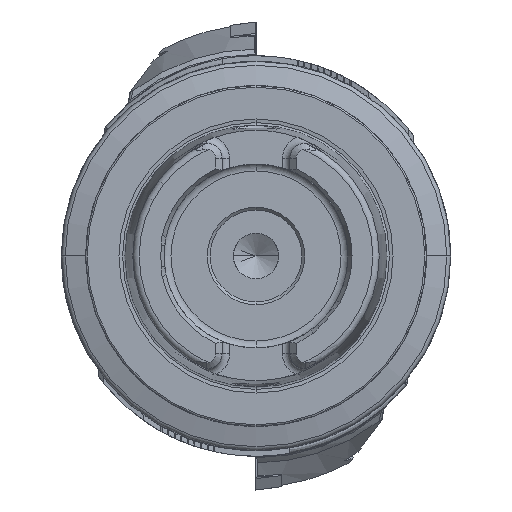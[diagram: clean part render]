
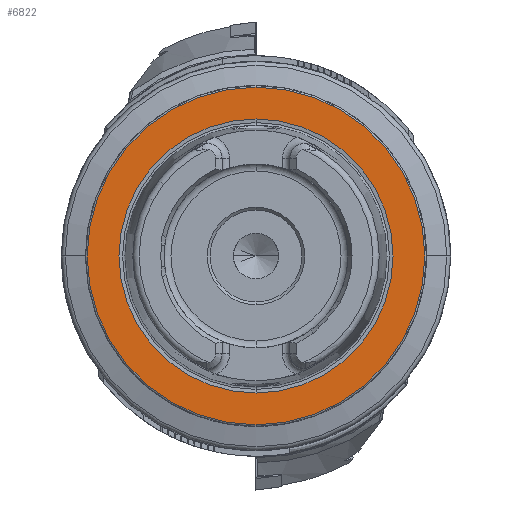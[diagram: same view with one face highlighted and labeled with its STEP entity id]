
A CAD part, left-side view. The second image highlights one B-rep face of the part: STEP entity #6822.
In plain terms, the highlighted planar face has unit normal (-1, 0, 0).
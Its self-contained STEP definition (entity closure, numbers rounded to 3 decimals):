
#133 = FACE_BOUND ( 'NONE', #2578, .T. ) ;
#284 = FACE_OUTER_BOUND ( 'NONE', #10852, .T. ) ;
#529 = DIRECTION ( 'NONE',  ( 0., 0., 1. ) ) ;
#1123 = EDGE_CURVE ( 'NONE', #4283, #13801, #10407, .T. ) ;
#2578 = EDGE_LOOP ( 'NONE', ( #24006, #22590 ) ) ;
#2716 = CIRCLE ( 'NONE', #11886, 31.2 ) ;
#2879 = EDGE_CURVE ( 'NONE', #13801, #4283, #18446, .T. ) ;
#3940 = EDGE_CURVE ( 'NONE', #22961, #28171, #2716, .T. ) ;
#4283 = VERTEX_POINT ( 'NONE', #14913 ) ;
#5134 = DIRECTION ( 'NONE',  ( -1., 0., 0. ) ) ;
#6822 = ADVANCED_FACE ( 'NONE', ( #133, #284 ), #19673, .F. ) ;
#6904 = DIRECTION ( 'NONE',  ( -1., 0., 0. ) ) ;
#8158 = DIRECTION ( 'NONE',  ( -1., 0., 0. ) ) ;
#8446 = CIRCLE ( 'NONE', #12576, 31.2 ) ;
#10407 = CIRCLE ( 'NONE', #13131, 25.324 ) ;
#10852 = EDGE_LOOP ( 'NONE', ( #23588, #14450 ) ) ;
#11886 = AXIS2_PLACEMENT_3D ( 'NONE', #26830, #6904, #18236 ) ;
#12160 = CARTESIAN_POINT ( 'NONE',  ( 0., 0., 0. ) ) ;
#12576 = AXIS2_PLACEMENT_3D ( 'NONE', #26319, #8158, #14736 ) ;
#13131 = AXIS2_PLACEMENT_3D ( 'NONE', #12160, #5134, #529 ) ;
#13352 = AXIS2_PLACEMENT_3D ( 'NONE', #28248, #21819, #22093 ) ;
#13801 = VERTEX_POINT ( 'NONE', #26514 ) ;
#14450 = ORIENTED_EDGE ( 'NONE', *, *, #3940, .T. ) ;
#14736 = DIRECTION ( 'NONE',  ( 0., 0., 1. ) ) ;
#14913 = CARTESIAN_POINT ( 'NONE',  ( 0., 0., 25.324 ) ) ;
#15499 = DIRECTION ( 'NONE',  ( 0., 0., 1. ) ) ;
#17799 = CARTESIAN_POINT ( 'NONE',  ( 0., 0., 0. ) ) ;
#18236 = DIRECTION ( 'NONE',  ( 0., 0., 1. ) ) ;
#18446 = CIRCLE ( 'NONE', #25748, 25.324 ) ;
#19003 = CARTESIAN_POINT ( 'NONE',  ( 0., 0., 31.2 ) ) ;
#19673 = PLANE ( 'NONE',  #13352 ) ;
#20105 = DIRECTION ( 'NONE',  ( -1., 0., 0. ) ) ;
#20877 = EDGE_CURVE ( 'NONE', #28171, #22961, #8446, .T. ) ;
#21819 = DIRECTION ( 'NONE',  ( 1., 0., 0. ) ) ;
#22093 = DIRECTION ( 'NONE',  ( 0., 0., -1. ) ) ;
#22590 = ORIENTED_EDGE ( 'NONE', *, *, #2879, .F. ) ;
#22961 = VERTEX_POINT ( 'NONE', #27959 ) ;
#23588 = ORIENTED_EDGE ( 'NONE', *, *, #20877, .T. ) ;
#24006 = ORIENTED_EDGE ( 'NONE', *, *, #1123, .F. ) ;
#25748 = AXIS2_PLACEMENT_3D ( 'NONE', #17799, #20105, #15499 ) ;
#26319 = CARTESIAN_POINT ( 'NONE',  ( 0., 0., 0. ) ) ;
#26514 = CARTESIAN_POINT ( 'NONE',  ( 0., 0., -25.324 ) ) ;
#26830 = CARTESIAN_POINT ( 'NONE',  ( 0., 0., 0. ) ) ;
#27959 = CARTESIAN_POINT ( 'NONE',  ( 0., 0., -31.2 ) ) ;
#28171 = VERTEX_POINT ( 'NONE', #19003 ) ;
#28248 = CARTESIAN_POINT ( 'NONE',  ( 0., 31.2, 0. ) ) ;
